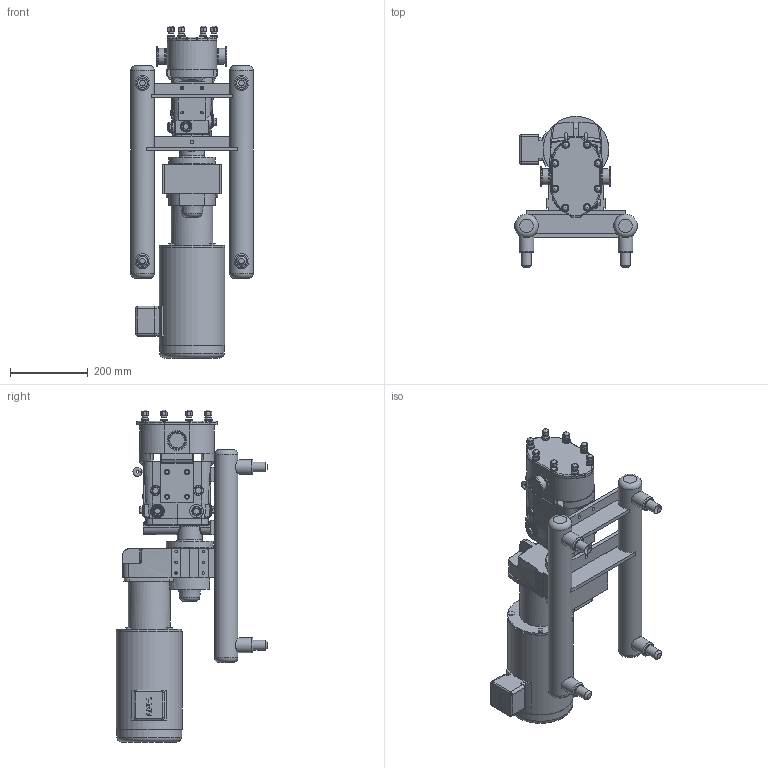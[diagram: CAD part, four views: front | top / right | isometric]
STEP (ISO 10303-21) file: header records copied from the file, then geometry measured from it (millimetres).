
FILE_DESCRIPTION(/* description */ (''),/* implementation_level */ '2;1');
FILE_NAME(/* name */ 'U3_018U3_145TC_1.5x1.5_S-Line_2HP_LH_SM.stp',/* time_stamp */ '2021-05-24T19:08:24+06:00',/* author */ ('trtmhr'),/* organization */ (''),/* preprocessor_version */ 'ST-DEVELOPER v18.1',/* originating_system */ 'Autodesk Inventor 2020',/* authorisation */ '');
FILE_SCHEMA (('AUTOMOTIVE_DESIGN { 1 0 10303 214 3 1 1 }'));
Length unit declared in the file: inch
Products named in the file (1): U3_018U3_145TC_1.5x1.5_S-Line_2HP_LH_SM
Bounding box: 314.32 x 388.11 x 851.92 mm (x, y, z)
Volume: 19590101.8 mm3; surface area: 980303 mm2
Topology: 5 solids, 5 shells, 1028 faces, 2807 edges, 1863 vertices
Faces by surface type: plane 508, cylinder 317, torus 77, cone 66, bspline 52, sphere 8
Full cylindrical faces by diameter (mm): 6.35 x12, 6.528 x4, 7.62 x2, 7.798 x1, 9.525 x3, 14.275 x8, 15.24 x1, 19.05 x8, 23.876 x3, 25.4 x11, 29.21 x2, 31.75 x3, 35.052 x2, 38.1 x6, 41.275 x4, 42.291 x2, 50.495 x2, 63.5 x1, 107.01 x1, 119.888 x1, 119.99 x1, 166.116 x1, 167.996 x1, 168.402 x1
Entity records: 34581 total; most frequent: CARTESIAN_POINT 8164, ORIENTED_EDGE 5588, DIRECTION 5551, EDGE_CURVE 2794, AXIS2_PLACEMENT_3D 2102, VERTEX_POINT 1863, LINE 1347, VECTOR 1347
